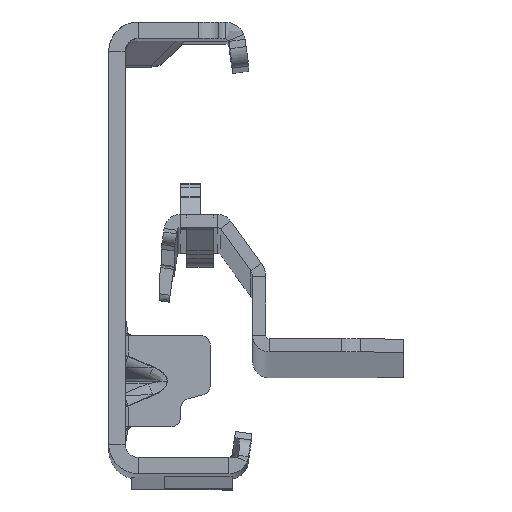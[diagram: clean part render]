
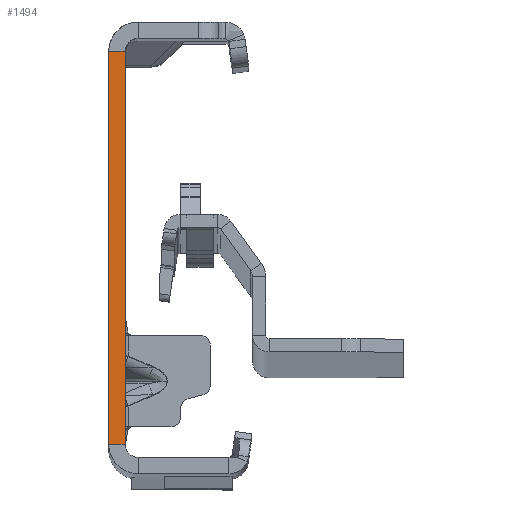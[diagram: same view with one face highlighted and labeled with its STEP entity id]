
A CAD part, top view. The second image highlights one B-rep face of the part: STEP entity #1494.
In plain terms, the highlighted planar face has unit normal (0, 0, 1).
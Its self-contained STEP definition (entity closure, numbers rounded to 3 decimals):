
#529 = EDGE_CURVE ( 'NONE', #26134, #19276, #17494, .T. ) ;
#1239 = VECTOR ( 'NONE', #25714, 1000. ) ;
#1494 = ADVANCED_FACE ( 'NONE', ( #13959 ), #17249, .T. ) ;
#2170 = CARTESIAN_POINT ( 'NONE',  ( 0., -32., 0. ) ) ;
#5936 = EDGE_LOOP ( 'NONE', ( #15422, #35139, #17070, #16418 ) ) ;
#10662 = CARTESIAN_POINT ( 'NONE',  ( 0., 30., 0. ) ) ;
#12216 = CARTESIAN_POINT ( 'NONE',  ( 0., 30., 0. ) ) ;
#13192 = EDGE_CURVE ( 'NONE', #26134, #32494, #17759, .T. ) ;
#13959 = FACE_OUTER_BOUND ( 'NONE', #5936, .T. ) ;
#14353 = EDGE_CURVE ( 'NONE', #32494, #15419, #33720, .T. ) ;
#14983 = DIRECTION ( 'NONE',  ( 0., -1., 0. ) ) ;
#15419 = VERTEX_POINT ( 'NONE', #31287 ) ;
#15422 = ORIENTED_EDGE ( 'NONE', *, *, #529, .F. ) ;
#16418 = ORIENTED_EDGE ( 'NONE', *, *, #48607, .F. ) ;
#17070 = ORIENTED_EDGE ( 'NONE', *, *, #14353, .T. ) ;
#17249 = PLANE ( 'NONE',  #31678 ) ;
#17494 = LINE ( 'NONE', #2170, #18962 ) ;
#17504 = CARTESIAN_POINT ( 'NONE',  ( -2.5, -32., 0. ) ) ;
#17759 = LINE ( 'NONE', #10662, #1239 ) ;
#18962 = VECTOR ( 'NONE', #21218, 1000. ) ;
#18980 = VECTOR ( 'NONE', #14983, 1000. ) ;
#19276 = VERTEX_POINT ( 'NONE', #30156 ) ;
#20493 = LINE ( 'NONE', #20738, #28759 ) ;
#20738 = CARTESIAN_POINT ( 'NONE',  ( 0., -30., 0. ) ) ;
#21218 = DIRECTION ( 'NONE',  ( 0., -1., 0. ) ) ;
#25714 = DIRECTION ( 'NONE',  ( -1., 0., 0. ) ) ;
#26134 = VERTEX_POINT ( 'NONE', #12216 ) ;
#27556 = DIRECTION ( 'NONE',  ( 0., 0., 1. ) ) ;
#28759 = VECTOR ( 'NONE', #35992, 1000. ) ;
#30156 = CARTESIAN_POINT ( 'NONE',  ( 0., -30., 0. ) ) ;
#31128 = CARTESIAN_POINT ( 'NONE',  ( -2.5, -32., 0. ) ) ;
#31287 = CARTESIAN_POINT ( 'NONE',  ( -2.5, -30., 0. ) ) ;
#31678 = AXIS2_PLACEMENT_3D ( 'NONE', #17504, #27556, #32961 ) ;
#32494 = VERTEX_POINT ( 'NONE', #32755 ) ;
#32755 = CARTESIAN_POINT ( 'NONE',  ( -2.5, 30., 0. ) ) ;
#32961 = DIRECTION ( 'NONE',  ( 1., 0., 0. ) ) ;
#33720 = LINE ( 'NONE', #31128, #18980 ) ;
#35139 = ORIENTED_EDGE ( 'NONE', *, *, #13192, .T. ) ;
#35992 = DIRECTION ( 'NONE',  ( -1., 0., 0. ) ) ;
#48607 = EDGE_CURVE ( 'NONE', #19276, #15419, #20493, .T. ) ;
